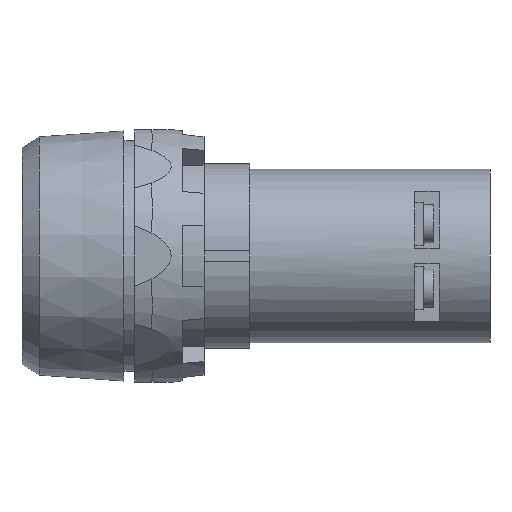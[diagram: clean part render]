
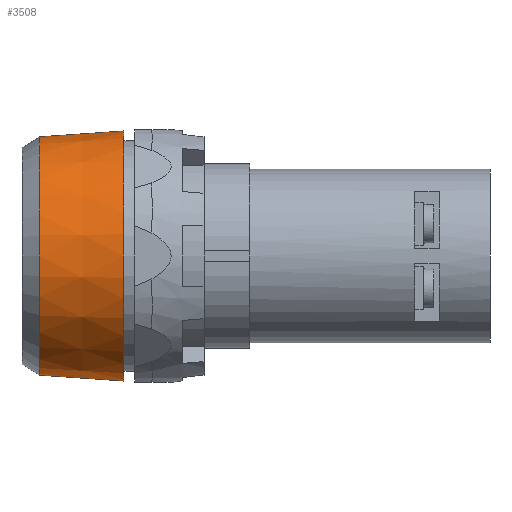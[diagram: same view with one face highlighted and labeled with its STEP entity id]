
A CAD part, left-side view. The second image highlights one B-rep face of the part: STEP entity #3508.
In plain terms, the highlighted conical face has half-angle 3.96 degrees and reference radius 13.75 mm.
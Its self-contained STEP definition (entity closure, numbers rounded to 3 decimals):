
#1576 = CARTESIAN_POINT ( 'NONE',  ( 0., 14.5, 14.425 ) ) ;
#1754 = CARTESIAN_POINT ( 'NONE',  ( 0., 24.25, 0. ) ) ;
#1773 = EDGE_CURVE ( 'NONE', #5300, #5300, #4767, .T. ) ;
#1897 = DIRECTION ( 'NONE',  ( 0., 1., 0. ) ) ;
#2081 = AXIS2_PLACEMENT_3D ( 'NONE', #3577, #4971, #5907 ) ;
#2979 = AXIS2_PLACEMENT_3D ( 'NONE', #1754, #4238, #3715 ) ;
#3508 = ADVANCED_FACE ( 'NONE', ( #4172, #6161 ), #5670, .T. ) ;
#3577 = CARTESIAN_POINT ( 'NONE',  ( 0., 24.25, 0. ) ) ;
#3715 = DIRECTION ( 'NONE',  ( 0., 0., -1. ) ) ;
#3996 = CARTESIAN_POINT ( 'NONE',  ( 0., 14.5, 0. ) ) ;
#4023 = CIRCLE ( 'NONE', #6291, 14.425 ) ;
#4172 = FACE_BOUND ( 'NONE', #4550, .T. ) ;
#4238 = DIRECTION ( 'NONE',  ( 0., -1., 0. ) ) ;
#4373 = EDGE_LOOP ( 'NONE', ( #6056 ) ) ;
#4410 = CARTESIAN_POINT ( 'NONE',  ( 0., 24.25, 13.75 ) ) ;
#4443 = EDGE_CURVE ( 'NONE', #5953, #5953, #4023, .T. ) ;
#4550 = EDGE_LOOP ( 'NONE', ( #4814 ) ) ;
#4767 = CIRCLE ( 'NONE', #2081, 13.75 ) ;
#4814 = ORIENTED_EDGE ( 'NONE', *, *, #1773, .F. ) ;
#4971 = DIRECTION ( 'NONE',  ( 0., 1., 0. ) ) ;
#5300 = VERTEX_POINT ( 'NONE', #4410 ) ;
#5670 = CONICAL_SURFACE ( 'NONE', #2979, 13.75, 0.069 ) ;
#5907 = DIRECTION ( 'NONE',  ( 0., 0., 1. ) ) ;
#5953 = VERTEX_POINT ( 'NONE', #1576 ) ;
#5967 = DIRECTION ( 'NONE',  ( 0., 0., 1. ) ) ;
#6056 = ORIENTED_EDGE ( 'NONE', *, *, #4443, .T. ) ;
#6161 = FACE_OUTER_BOUND ( 'NONE', #4373, .T. ) ;
#6291 = AXIS2_PLACEMENT_3D ( 'NONE', #3996, #1897, #5967 ) ;
